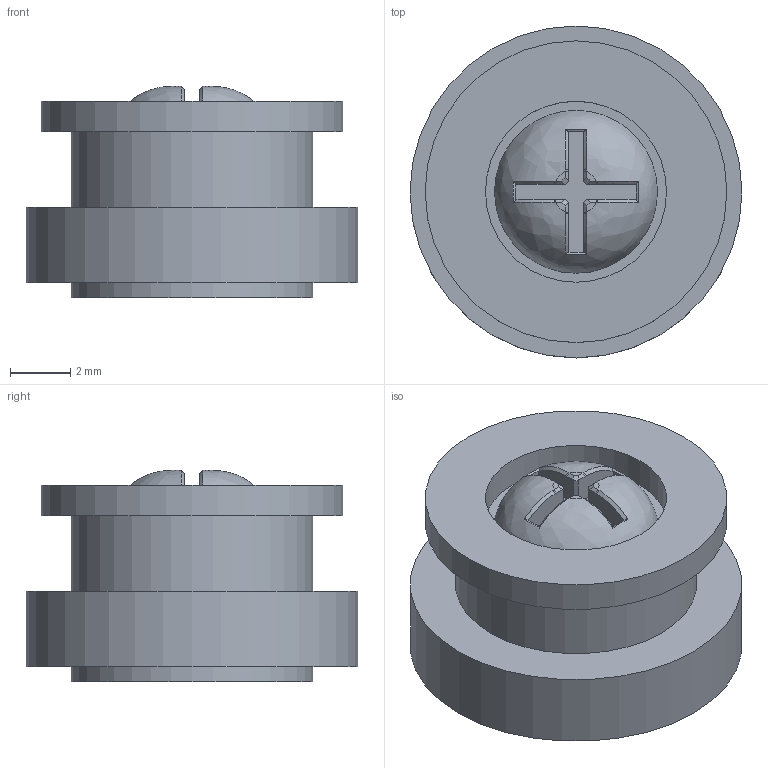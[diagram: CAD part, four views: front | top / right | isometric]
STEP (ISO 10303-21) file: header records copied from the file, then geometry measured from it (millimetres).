
FILE_DESCRIPTION(/* description */ (''),/* implementation_level */ '2;1');
FILE_NAME(/* name */ 'AX12_Idler.stp',/* time_stamp */ '2016-09-05T16:10:39-04:00',/* author */ ('Labtech'),/* organization */ (''),/* preprocessor_version */ 'ST-DEVELOPER v16.5',/* originating_system */ 'Autodesk Inventor 2017',/* authorisation */ '');
FILE_SCHEMA (('AUTOMOTIVE_DESIGN { 1 0 10303 214 3 1 1 }'));
Length unit declared in the file: millimetre
Products named in the file (1): AX12_Idler
Bounding box: 11 x 11 x 7 mm (x, y, z)
Volume: 413.2 mm3; surface area: 537.4 mm2
Topology: 1 solids, 1 shells, 67 faces, 180 edges, 121 vertices
Faces by surface type: plane 40, bspline 21, cylinder 6
Full cylindrical faces by diameter (mm): 3.25 x1, 6 x1, 8 x2, 10 x1, 11 x1
Entity records: 2496 total; most frequent: CARTESIAN_POINT 903, ORIENTED_EDGE 344, DIRECTION 276, EDGE_CURVE 172, VERTEX_POINT 119, LINE 96, VECTOR 96, AXIS2_PLACEMENT_3D 90
